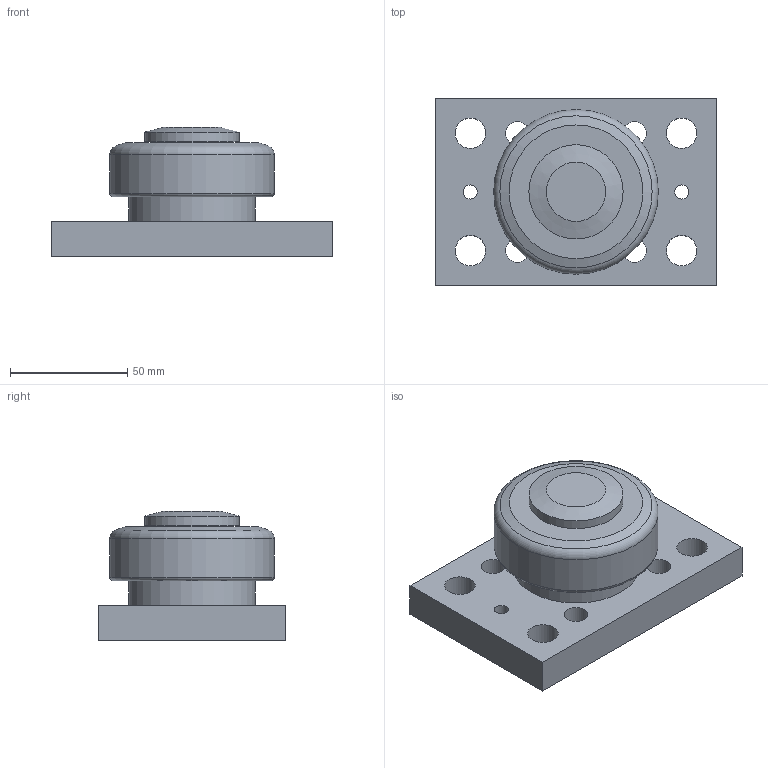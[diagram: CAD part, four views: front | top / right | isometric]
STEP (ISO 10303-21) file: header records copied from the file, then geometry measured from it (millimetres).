
FILE_DESCRIPTION((''),'2;1');
FILE_NAME('ALFATEC_TR 070.0390 BR 4100.stp','2013-01-14T12:13:50',('Wenzelburger'),(''),'Autodesk Inventor 2012','Autodesk Inventor 2012','');
FILE_SCHEMA(('AUTOMOTIVE_DESIGN { 1 0 10303 214 1 1 1 1 }'));
Length unit declared in the file: millimetre
Products named in the file (1): TR 070.0390 BR 4100_Konturvereinfachung_1
Bounding box: 120 x 80 x 55 mm (x, y, z)
Volume: 242559.2 mm3; surface area: 39266.7 mm2
Topology: 1 solids, 1 shells, 30 faces, 70 edges, 47 vertices
Faces by surface type: cylinder 14, plane 11, cone 3, torus 2
Full cylindrical faces by diameter (mm): 6 x2, 10.106 x4, 13 x4, 34.845 x1, 40.155 x1, 54 x1, 70.1 x1
Entity records: 853 total; most frequent: DIRECTION 142, CARTESIAN_POINT 119, ORIENTED_EDGE 92, EDGE_LOOP 74, AXIS2_PLACEMENT_3D 65, EDGE_CURVE 46, FACE_BOUND 44, VERTEX_POINT 42
